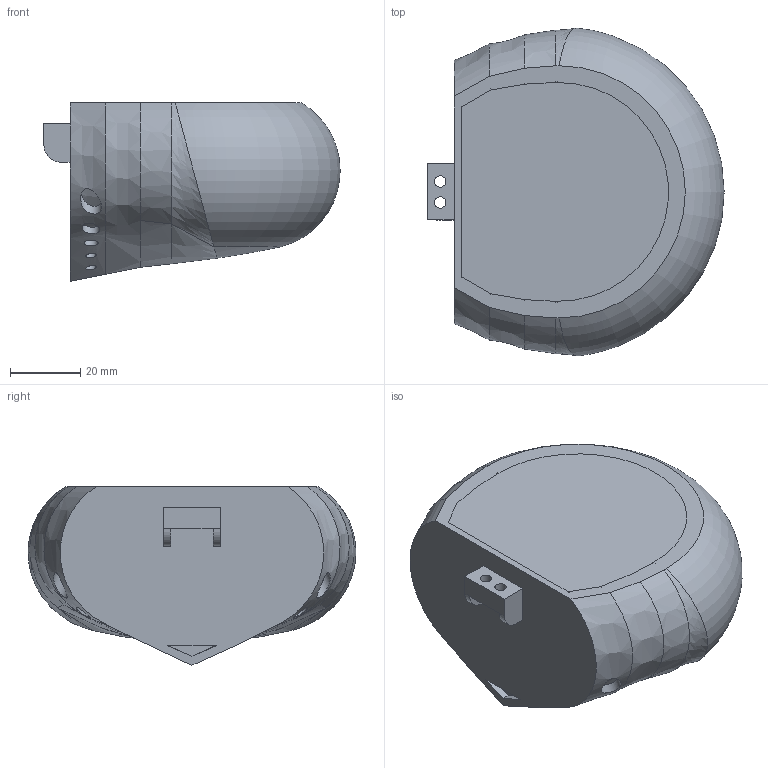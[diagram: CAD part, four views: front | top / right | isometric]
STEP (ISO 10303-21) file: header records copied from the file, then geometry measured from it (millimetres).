
FILE_DESCRIPTION(/* description */ (''),/* implementation_level */ '2;1');
FILE_NAME(/* name */ 'Baseball Cup V1.step',/* time_stamp */ '2023-02-01T17:00:27-06:00',/* author */ (''),/* organization */ (''),/* preprocessor_version */ 'ST-DEVELOPER v19.2',/* originating_system */ 'Autodesk Translation Framework v11.17.0.187',/* authorisation */ '');
FILE_SCHEMA (('AUTOMOTIVE_DESIGN { 1 0 10303 214 3 1 1 }'));
Length unit declared in the file: millimetre
Products named in the file (2): Baseball Cup V1; Strain Gauge Attachment Bracket
Assembly tree (1 placements, depth 2):
  Baseball Cup V1
    Strain Gauge Attachment Bracket
Bounding box: 84.6 x 93.62 x 51 mm (x, y, z)
Volume: 223596.2 mm3; surface area: 51130.8 mm2
Topology: 3 solids, 3 shells, 76 faces, 254 edges, 184 vertices
Faces by surface type: bspline 36, plane 20, cylinder 14, torus 3, sphere 3
Full cylindrical faces by diameter (mm): 3 x3, 3.265 x2, 4 x1, 5 x1, 6 x2
Entity records: 8769 total; most frequent: CARTESIAN_POINT 6807, ORIENTED_EDGE 510, EDGE_CURVE 255, DIRECTION 203, VERTEX_POINT 185, B_SPLINE_CURVE_WITH_KNOTS 164, EDGE_LOOP 102, FACE_OUTER_BOUND 76
